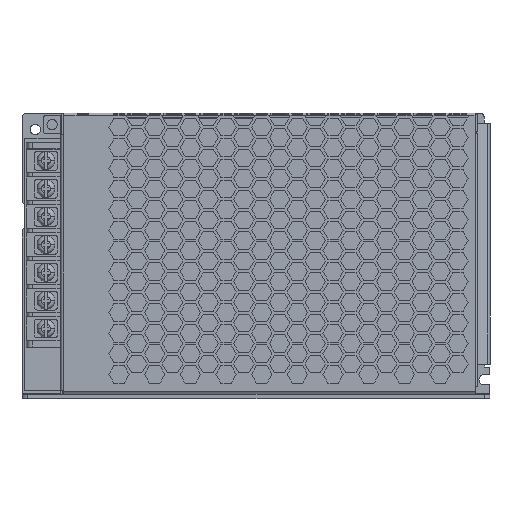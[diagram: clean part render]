
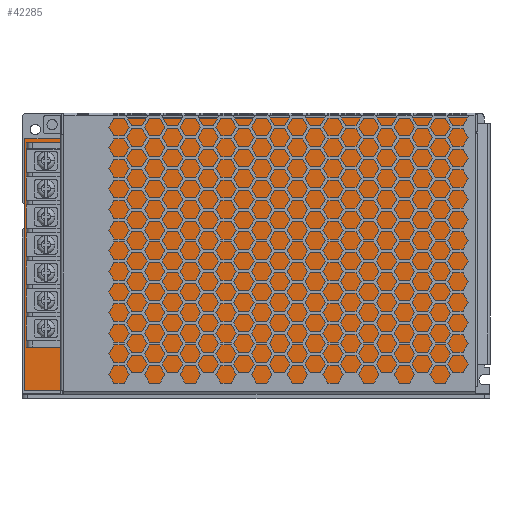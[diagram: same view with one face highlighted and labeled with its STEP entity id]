
A CAD part, top view. The second image highlights one B-rep face of the part: STEP entity #42285.
In plain terms, the highlighted face is planar.
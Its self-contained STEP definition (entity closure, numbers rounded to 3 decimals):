
#407 = VECTOR ( 'NONE', #31304, 1000. ) ;
#1220 = EDGE_LOOP ( 'NONE', ( #103338, #134793, #14707, #45289, #83211, #29569 ) ) ;
#2168 = VERTEX_POINT ( 'NONE', #17989 ) ;
#3614 = VECTOR ( 'NONE', #46812, 1000. ) ;
#5439 = CARTESIAN_POINT ( 'NONE',  ( 37.126, 131.453, -0.581 ) ) ;
#8928 = ORIENTED_EDGE ( 'NONE', *, *, #61236, .T. ) ;
#10028 = DIRECTION ( 'NONE',  ( 0., 0.004, 1. ) ) ;
#11402 = CARTESIAN_POINT ( 'NONE',  ( 37.126, 138.236, 12.987 ) ) ;
#14707 = ORIENTED_EDGE ( 'NONE', *, *, #80510, .F. ) ;
#17772 = CARTESIAN_POINT ( 'NONE',  ( 37.126, 60.625, 0. ) ) ;
#17989 = CARTESIAN_POINT ( 'NONE',  ( 37.126, 138.236, 12.987 ) ) ;
#18798 = LINE ( 'NONE', #134047, #94918 ) ;
#23296 = EDGE_CURVE ( 'NONE', #131705, #39983, #55486, .T. ) ;
#23541 = DIRECTION ( 'NONE',  ( 1., 0., 0. ) ) ;
#24111 = DIRECTION ( 'NONE',  ( 0., 0., -1. ) ) ;
#27068 = EDGE_CURVE ( 'NONE', #121723, #103185, #18798, .T. ) ;
#27661 = DIRECTION ( 'NONE',  ( 0., -1., 0. ) ) ;
#29569 = ORIENTED_EDGE ( 'NONE', *, *, #134730, .F. ) ;
#31268 = ORIENTED_EDGE ( 'NONE', *, *, #73059, .T. ) ;
#31304 = DIRECTION ( 'NONE',  ( 0., 1., 0. ) ) ;
#31543 = VECTOR ( 'NONE', #24111, 1000. ) ;
#32970 = CARTESIAN_POINT ( 'NONE',  ( 37.126, 131.453, -0.581 ) ) ;
#33326 = CARTESIAN_POINT ( 'NONE',  ( 37.126, 111.325, 0. ) ) ;
#35806 = ORIENTED_EDGE ( 'NONE', *, *, #87744, .T. ) ;
#35870 = CARTESIAN_POINT ( 'NONE',  ( 37.126, 130.325, 0. ) ) ;
#39420 = LINE ( 'NONE', #123246, #95695 ) ;
#39983 = VERTEX_POINT ( 'NONE', #17772 ) ;
#41003 = FACE_OUTER_BOUND ( 'NONE', #1220, .T. ) ;
#42285 = ADVANCED_FACE ( 'NONE', ( #114405, #41003 ), #72369, .F. ) ;
#43007 = CARTESIAN_POINT ( 'NONE',  ( 37.126, 131.453, 12.987 ) ) ;
#43353 = VERTEX_POINT ( 'NONE', #35870 ) ;
#43517 = DIRECTION ( 'NONE',  ( 0., 0., 1. ) ) ;
#45289 = ORIENTED_EDGE ( 'NONE', *, *, #50238, .F. ) ;
#45412 = ORIENTED_EDGE ( 'NONE', *, *, #23296, .T. ) ;
#46812 = DIRECTION ( 'NONE',  ( 0., 0., 1. ) ) ;
#50238 = EDGE_CURVE ( 'NONE', #2168, #76353, #117545, .T. ) ;
#51323 = CARTESIAN_POINT ( 'NONE',  ( 37.126, 131.453, 12.987 ) ) ;
#55486 = LINE ( 'NONE', #56160, #31543 ) ;
#56160 = CARTESIAN_POINT ( 'NONE',  ( 37.126, 60.625, 0. ) ) ;
#61236 = EDGE_CURVE ( 'NONE', #122059, #131705, #107261, .T. ) ;
#61778 = LINE ( 'NONE', #51323, #116463 ) ;
#62323 = VECTOR ( 'NONE', #113045, 1000. ) ;
#64508 = LINE ( 'NONE', #107172, #126147 ) ;
#65253 = DIRECTION ( 'NONE',  ( 0., -1., 0. ) ) ;
#66029 = LINE ( 'NONE', #33326, #407 ) ;
#68968 = VECTOR ( 'NONE', #10028, 1000. ) ;
#69685 = CARTESIAN_POINT ( 'NONE',  ( 37.126, 130.325, 18. ) ) ;
#72369 = PLANE ( 'NONE',  #106413 ) ;
#73059 = EDGE_CURVE ( 'NONE', #39983, #43353, #66029, .T. ) ;
#75514 = CARTESIAN_POINT ( 'NONE',  ( 37.126, 60.625, 18. ) ) ;
#76321 = VECTOR ( 'NONE', #65253, 1000. ) ;
#76353 = VERTEX_POINT ( 'NONE', #92065 ) ;
#80510 = EDGE_CURVE ( 'NONE', #76353, #106127, #39420, .T. ) ;
#83211 = ORIENTED_EDGE ( 'NONE', *, *, #121238, .F. ) ;
#83603 = DIRECTION ( 'NONE',  ( 0., 1., 0. ) ) ;
#85983 = LINE ( 'NONE', #32970, #3614 ) ;
#86948 = CARTESIAN_POINT ( 'NONE',  ( 37.126, 111.325, 18. ) ) ;
#87462 = VERTEX_POINT ( 'NONE', #43007 ) ;
#87744 = EDGE_CURVE ( 'NONE', #43353, #122059, #64508, .T. ) ;
#89498 = CARTESIAN_POINT ( 'NONE',  ( 37.126, 45.938, -0.581 ) ) ;
#92065 = CARTESIAN_POINT ( 'NONE',  ( 37.126, 138.825, 150.346 ) ) ;
#92276 = CARTESIAN_POINT ( 'NONE',  ( 37.126, 45.938, 150.346 ) ) ;
#94614 = DIRECTION ( 'NONE',  ( 0., 1., 0. ) ) ;
#94918 = VECTOR ( 'NONE', #83603, 1000. ) ;
#95695 = VECTOR ( 'NONE', #27661, 1000. ) ;
#98203 = CARTESIAN_POINT ( 'NONE',  ( 37.126, 0., 0. ) ) ;
#101147 = CARTESIAN_POINT ( 'NONE',  ( 37.126, 45.938, 150.346 ) ) ;
#103185 = VERTEX_POINT ( 'NONE', #5439 ) ;
#103218 = LINE ( 'NONE', #101147, #62323 ) ;
#103338 = ORIENTED_EDGE ( 'NONE', *, *, #27068, .F. ) ;
#106127 = VERTEX_POINT ( 'NONE', #92276 ) ;
#106413 = AXIS2_PLACEMENT_3D ( 'NONE', #98203, #23541, #107334 ) ;
#107172 = CARTESIAN_POINT ( 'NONE',  ( 37.126, 130.325, 0. ) ) ;
#107261 = LINE ( 'NONE', #86948, #76321 ) ;
#107334 = DIRECTION ( 'NONE',  ( 0., 0., -1. ) ) ;
#113045 = DIRECTION ( 'NONE',  ( 0., 0., -1. ) ) ;
#114405 = FACE_BOUND ( 'NONE', #134682, .T. ) ;
#116463 = VECTOR ( 'NONE', #94614, 1000. ) ;
#117545 = LINE ( 'NONE', #11402, #68968 ) ;
#121238 = EDGE_CURVE ( 'NONE', #87462, #2168, #61778, .T. ) ;
#121723 = VERTEX_POINT ( 'NONE', #89498 ) ;
#122059 = VERTEX_POINT ( 'NONE', #69685 ) ;
#123246 = CARTESIAN_POINT ( 'NONE',  ( 37.126, 138.825, 150.346 ) ) ;
#126147 = VECTOR ( 'NONE', #43517, 1000. ) ;
#128620 = EDGE_CURVE ( 'NONE', #106127, #121723, #103218, .T. ) ;
#131705 = VERTEX_POINT ( 'NONE', #75514 ) ;
#134047 = CARTESIAN_POINT ( 'NONE',  ( 37.126, 45.938, -0.581 ) ) ;
#134682 = EDGE_LOOP ( 'NONE', ( #35806, #8928, #45412, #31268 ) ) ;
#134730 = EDGE_CURVE ( 'NONE', #103185, #87462, #85983, .T. ) ;
#134793 = ORIENTED_EDGE ( 'NONE', *, *, #128620, .F. ) ;
